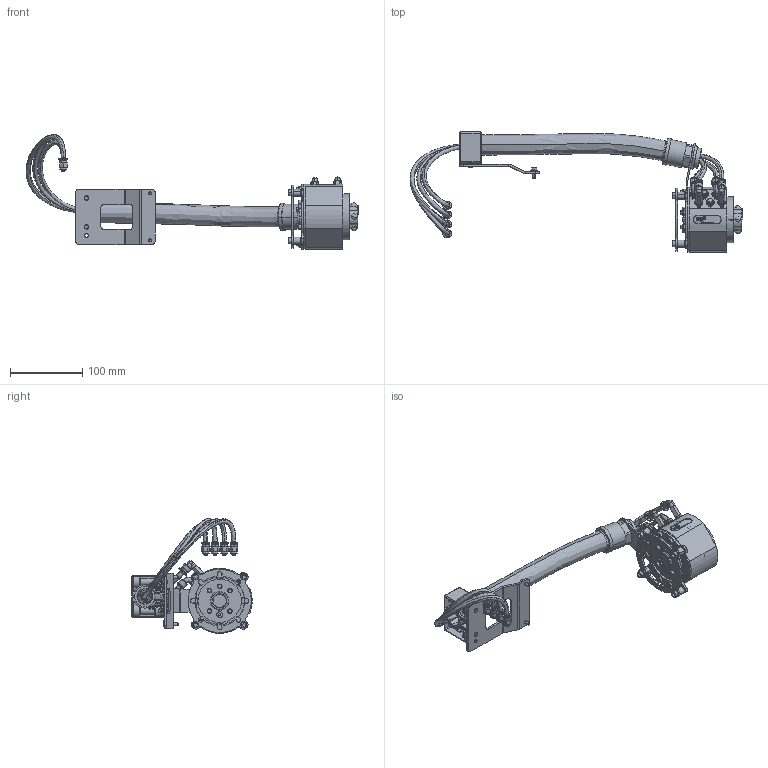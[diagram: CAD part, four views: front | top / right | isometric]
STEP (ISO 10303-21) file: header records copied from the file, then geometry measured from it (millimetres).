
FILE_DESCRIPTION (( 'STEP AP203' ), '1' );
FILE_NAME ('TS103-201.STEP', '2021-04-07T14:04:01', ( '' ), ( '' ), 'SwSTEP 2.0', 'SolidWorks 2019', '' );
FILE_SCHEMA (( 'CONFIG_CONTROL_DESIGN' ));
Products named in the file (1): TS103-201
Bounding box: 459.19 x 166.28 x 158.49 mm (x, y, z)
Volume: 569553.5 mm3; surface area: 304558.6 mm2
Topology: 89 solids, 89 shells, 3171 faces, 7721 edges, 4944 vertices
Faces by surface type: plane 1187, cylinder 1022, bspline 521, cone 299, torus 134, sphere 8
Entity records: 208495 total; most frequent: CARTESIAN_POINT 135833, ORIENTED_EDGE 15358, DIRECTION 14243, EDGE_CURVE 7679, AXIS2_PLACEMENT_3D 5270, VERTEX_POINT 4932, VECTOR 3703, LINE 3703
